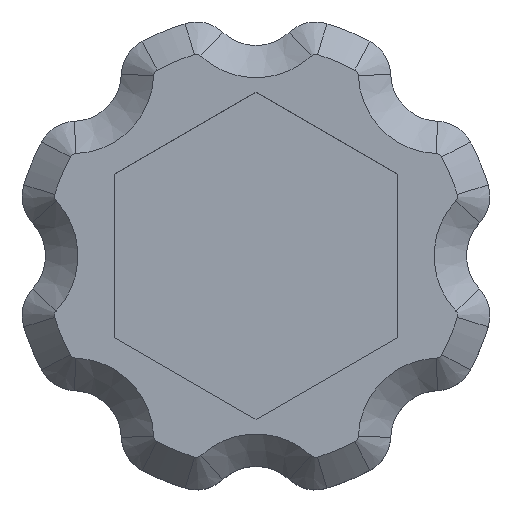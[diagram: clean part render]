
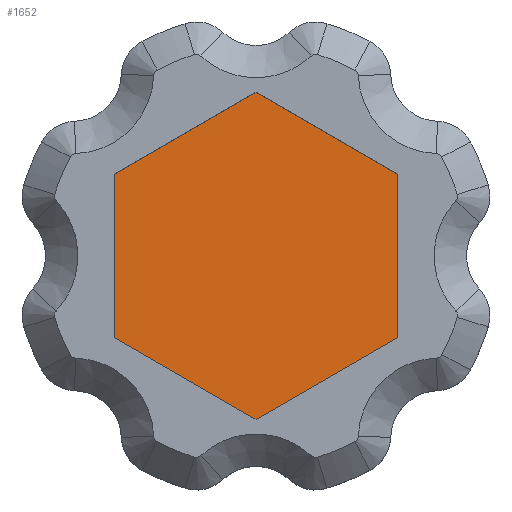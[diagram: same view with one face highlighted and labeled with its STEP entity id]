
A CAD part, top view. The second image highlights one B-rep face of the part: STEP entity #1652.
In plain terms, the highlighted planar face has unit normal (0, 0, 1).
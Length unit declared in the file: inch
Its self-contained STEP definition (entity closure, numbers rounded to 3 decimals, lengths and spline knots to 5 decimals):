
#18=PLANE('',#1899);
#155=FACE_OUTER_BOUND('',#261,.T.);
#261=EDGE_LOOP('',(#1460,#1461,#1462,#1463,#1464,#1465));
#498=LINE('',#2954,#612);
#499=LINE('',#2956,#613);
#500=LINE('',#2958,#614);
#501=LINE('',#2960,#615);
#502=LINE('',#2962,#616);
#503=LINE('',#2963,#617);
#612=VECTOR('',#2464,0.3937);
#613=VECTOR('',#2465,0.3937);
#614=VECTOR('',#2466,0.3937);
#615=VECTOR('',#2467,0.3937);
#616=VECTOR('',#2468,0.3937);
#617=VECTOR('',#2469,0.3937);
#758=VERTEX_POINT('',#2952);
#759=VERTEX_POINT('',#2953);
#760=VERTEX_POINT('',#2955);
#761=VERTEX_POINT('',#2957);
#762=VERTEX_POINT('',#2959);
#763=VERTEX_POINT('',#2961);
#994=EDGE_CURVE('',#758,#759,#498,.T.);
#995=EDGE_CURVE('',#760,#758,#499,.T.);
#996=EDGE_CURVE('',#761,#760,#500,.T.);
#997=EDGE_CURVE('',#762,#761,#501,.T.);
#998=EDGE_CURVE('',#763,#762,#502,.T.);
#999=EDGE_CURVE('',#759,#763,#503,.T.);
#1460=ORIENTED_EDGE('',*,*,#994,.F.);
#1461=ORIENTED_EDGE('',*,*,#995,.F.);
#1462=ORIENTED_EDGE('',*,*,#996,.F.);
#1463=ORIENTED_EDGE('',*,*,#997,.F.);
#1464=ORIENTED_EDGE('',*,*,#998,.F.);
#1465=ORIENTED_EDGE('',*,*,#999,.F.);
#1652=ADVANCED_FACE('',(#155),#18,.F.);
#1899=AXIS2_PLACEMENT_3D('',#2951,#2462,#2463);
#2462=DIRECTION('center_axis',(0.,0.,-1.));
#2463=DIRECTION('ref_axis',(-1.,0.,0.));
#2464=DIRECTION('',(0.,1.,0.));
#2465=DIRECTION('',(-0.866,0.5,0.));
#2466=DIRECTION('',(-0.866,-0.5,0.));
#2467=DIRECTION('',(0.,-1.,0.));
#2468=DIRECTION('',(0.866,-0.5,0.));
#2469=DIRECTION('',(0.866,0.5,0.));
#2951=CARTESIAN_POINT('Origin',(-2.75,0.375,-1.40625));
#2952=CARTESIAN_POINT('',(-2.96875,0.2487,-1.40625));
#2953=CARTESIAN_POINT('',(-2.96875,0.5013,-1.40625));
#2954=CARTESIAN_POINT('',(-2.96875,0.43815,-1.40625));
#2955=CARTESIAN_POINT('',(-2.75,0.12241,-1.40625));
#2956=CARTESIAN_POINT('',(-2.91406,0.21713,-1.40625));
#2957=CARTESIAN_POINT('',(-2.53125,0.2487,-1.40625));
#2958=CARTESIAN_POINT('',(-2.69531,0.15398,-1.40625));
#2959=CARTESIAN_POINT('',(-2.53125,0.5013,-1.40625));
#2960=CARTESIAN_POINT('',(-2.53125,0.31185,-1.40625));
#2961=CARTESIAN_POINT('',(-2.75,0.62759,-1.40625));
#2962=CARTESIAN_POINT('',(-2.58594,0.53287,-1.40625));
#2963=CARTESIAN_POINT('',(-2.80469,0.59602,-1.40625));
